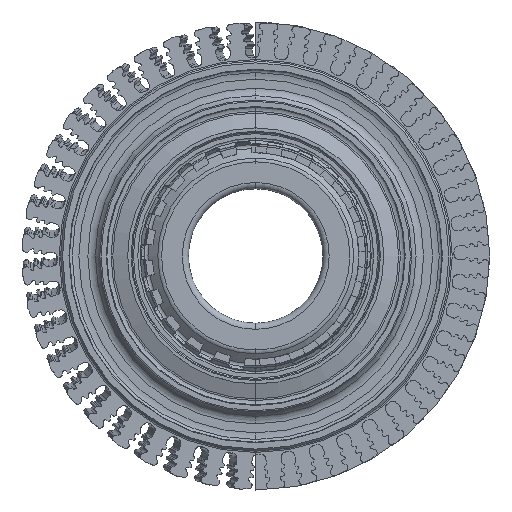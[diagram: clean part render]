
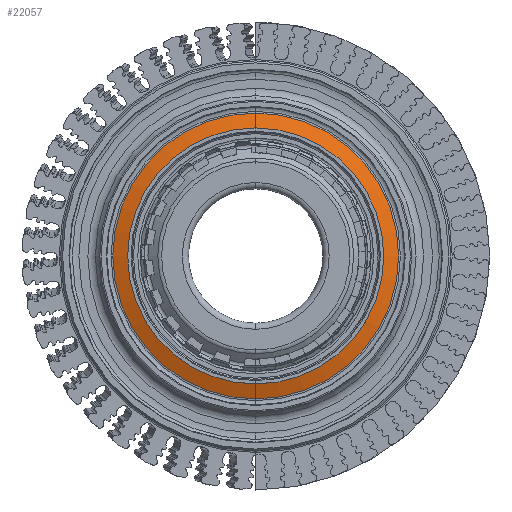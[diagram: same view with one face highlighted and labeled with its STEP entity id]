
A CAD part, top view. The second image highlights one B-rep face of the part: STEP entity #22057.
In plain terms, the highlighted toroidal (fillet/blend) face has major radius 145.383 mm and minor radius 97.79 mm.
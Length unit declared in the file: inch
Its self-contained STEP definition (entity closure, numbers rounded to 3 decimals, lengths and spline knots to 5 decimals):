
#17078=TOROIDAL_SURFACE('',#82653,5.72372,3.85);
#22057=ADVANCED_FACE('',(#27844,#27845),#17078,.F.);
#27844=FACE_BOUND('',#28894,.T.);
#27845=FACE_BOUND('',#28895,.T.);
#28894=EDGE_LOOP('',(#41635));
#28895=EDGE_LOOP('',(#41636));
#41635=ORIENTED_EDGE('',*,*,#72603,.T.);
#41636=ORIENTED_EDGE('',*,*,#72604,.F.);
#63512=VERTEX_POINT('',#140921);
#63513=VERTEX_POINT('',#140923);
#72603=EDGE_CURVE('',#63512,#63512,#77158,.T.);
#72604=EDGE_CURVE('',#63513,#63513,#77159,.T.);
#77158=CIRCLE('',#82651,4.14244);
#77159=CIRCLE('',#82652,4.65756);
#82651=AXIS2_PLACEMENT_3D('',#140920,#98688,#98689);
#82652=AXIS2_PLACEMENT_3D('',#140922,#98690,#98691);
#82653=AXIS2_PLACEMENT_3D('',#140924,#98692,#98693);
#98688=DIRECTION('',(0.,0.,-1.));
#98689=DIRECTION('',(-1.,0.,0.));
#98690=DIRECTION('',(0.,0.,-1.));
#98691=DIRECTION('',(-1.,0.,0.));
#98692=DIRECTION('',(0.,0.,-1.));
#98693=DIRECTION('',(-1.,0.,0.));
#140920=CARTESIAN_POINT('',(0.,0.,
0.76491));
#140921=CARTESIAN_POINT('',(-4.14244,0.,0.76491));
#140922=CARTESIAN_POINT('',(0.,0.,0.57575));
#140923=CARTESIAN_POINT('',(-4.65756,0.,0.57575));
#140924=CARTESIAN_POINT('',(0.,0.,4.27518));
